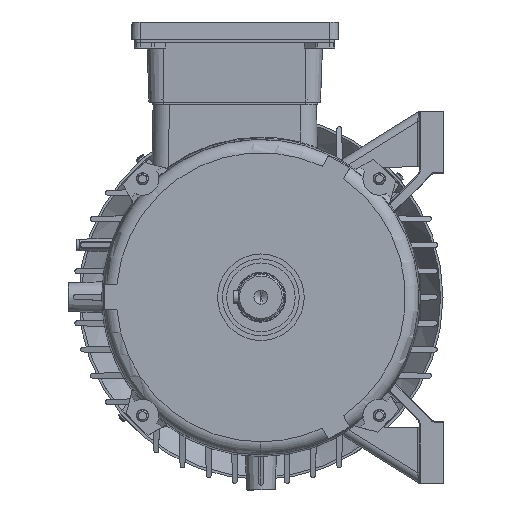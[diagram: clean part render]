
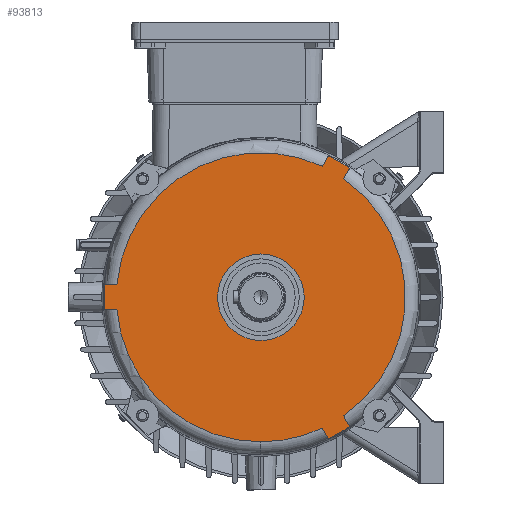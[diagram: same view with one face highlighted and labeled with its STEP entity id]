
A CAD part, left-side view. The second image highlights one B-rep face of the part: STEP entity #93813.
In plain terms, the highlighted planar face has unit normal (-1, 0, 0).
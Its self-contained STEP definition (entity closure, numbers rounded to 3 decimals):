
#279 = DIRECTION ( 'NONE',  ( -1., 0., 0. ) ) ;
#1690 = DIRECTION ( 'NONE',  ( 0., 0., -1. ) ) ;
#4765 = VERTEX_POINT ( 'NONE', #91142 ) ;
#6344 = VECTOR ( 'NONE', #95159, 1000. ) ;
#7923 = AXIS2_PLACEMENT_3D ( 'NONE', #32516, #123517, #51801 ) ;
#8226 = EDGE_CURVE ( 'NONE', #73244, #129631, #28961, .T. ) ;
#8458 = CARTESIAN_POINT ( 'NONE',  ( 4., 0., 0. ) ) ;
#9321 = EDGE_CURVE ( 'NONE', #67370, #80111, #30874, .T. ) ;
#9410 = AXIS2_PLACEMENT_3D ( 'NONE', #121952, #19741, #1690 ) ;
#10123 = CARTESIAN_POINT ( 'NONE',  ( 4., 0., 0. ) ) ;
#10414 = DIRECTION ( 'NONE',  ( -1., 0., 0. ) ) ;
#11328 = AXIS2_PLACEMENT_3D ( 'NONE', #120753, #51036, #42353 ) ;
#11468 = CIRCLE ( 'NONE', #45345, 88.5 ) ;
#12361 = AXIS2_PLACEMENT_3D ( 'NONE', #8458, #10414, #79507 ) ;
#15133 = CARTESIAN_POINT ( 'NONE',  ( 4., 54.31, -79.067 ) ) ;
#15542 = CARTESIAN_POINT ( 'NONE',  ( 4., -95.629, -7.5 ) ) ;
#18399 = ORIENTED_EDGE ( 'NONE', *, *, #23438, .T. ) ;
#19026 = DIRECTION ( 'NONE',  ( 0., -0.5, -0.866 ) ) ;
#19741 = DIRECTION ( 'NONE',  ( -1., 0., 0. ) ) ;
#23438 = EDGE_CURVE ( 'NONE', #129631, #108061, #108132, .T. ) ;
#24941 = ORIENTED_EDGE ( 'NONE', *, *, #85995, .T. ) ;
#27042 = ORIENTED_EDGE ( 'NONE', *, *, #123324, .T. ) ;
#27551 = AXIS2_PLACEMENT_3D ( 'NONE', #101260, #279, #50117 ) ;
#27996 = EDGE_LOOP ( 'NONE', ( #94402, #71463, #123083, #73353, #58405, #27042, #98599, #42239, #117920, #61279, #24941, #129783, #18399 ) ) ;
#28110 = DIRECTION ( 'NONE',  ( -1., 0., 0. ) ) ;
#28567 = CARTESIAN_POINT ( 'NONE',  ( 4., -95.629, 7.5 ) ) ;
#28961 = LINE ( 'NONE', #80083, #112393 ) ;
#29387 = CIRCLE ( 'NONE', #103638, 95.923 ) ;
#30454 = CIRCLE ( 'NONE', #11328, 26.5 ) ;
#30464 = EDGE_CURVE ( 'NONE', #30732, #60560, #128040, .T. ) ;
#30553 = PLANE ( 'NONE',  #7923 ) ;
#30732 = VERTEX_POINT ( 'NONE', #91790 ) ;
#30874 = LINE ( 'NONE', #70775, #50585 ) ;
#30928 = EDGE_LOOP ( 'NONE', ( #103999, #125580 ) ) ;
#31805 = EDGE_CURVE ( 'NONE', #129229, #71143, #75202, .T. ) ;
#32516 = CARTESIAN_POINT ( 'NONE',  ( 4., 26.5, 0. ) ) ;
#34225 = DIRECTION ( 'NONE',  ( 0., 0.5, -0.866 ) ) ;
#34302 = DIRECTION ( 'NONE',  ( 0., 0., -1. ) ) ;
#41861 = CARTESIAN_POINT ( 'NONE',  ( 4., 37.596, 80.118 ) ) ;
#42239 = ORIENTED_EDGE ( 'NONE', *, *, #30464, .T. ) ;
#42353 = DIRECTION ( 'NONE',  ( 0., 0., 1. ) ) ;
#42573 = EDGE_CURVE ( 'NONE', #60560, #129229, #59285, .T. ) ;
#42710 = VECTOR ( 'NONE', #45900, 1000. ) ;
#43687 = CARTESIAN_POINT ( 'NONE',  ( 4., 0., 0. ) ) ;
#44184 = CIRCLE ( 'NONE', #12361, 95.923 ) ;
#45345 = AXIS2_PLACEMENT_3D ( 'NONE', #43687, #94807, #114095 ) ;
#45900 = DIRECTION ( 'NONE',  ( 0., 0.5, 0.866 ) ) ;
#46064 = CIRCLE ( 'NONE', #46373, 26.5 ) ;
#46373 = AXIS2_PLACEMENT_3D ( 'NONE', #49163, #71079, #61093 ) ;
#47286 = CARTESIAN_POINT ( 'NONE',  ( 4., 33.505, -73.032 ) ) ;
#49163 = CARTESIAN_POINT ( 'NONE',  ( 4., 0., 0. ) ) ;
#50117 = DIRECTION ( 'NONE',  ( 0., 0., 1. ) ) ;
#50585 = VECTOR ( 'NONE', #69440, 1000. ) ;
#51036 = DIRECTION ( 'NONE',  ( -1., 0., 0. ) ) ;
#51801 = DIRECTION ( 'NONE',  ( 0., 0., -1. ) ) ;
#54292 = CARTESIAN_POINT ( 'NONE',  ( 4., 50.586, 72.618 ) ) ;
#55502 = DIRECTION ( 'NONE',  ( 0., 0., 1. ) ) ;
#55761 = CARTESIAN_POINT ( 'NONE',  ( 4., 0., 26.5 ) ) ;
#58405 = ORIENTED_EDGE ( 'NONE', *, *, #9321, .T. ) ;
#59285 = CIRCLE ( 'NONE', #88949, 88.5 ) ;
#60560 = VERTEX_POINT ( 'NONE', #115673 ) ;
#61093 = DIRECTION ( 'NONE',  ( 0., 0., 1. ) ) ;
#61279 = ORIENTED_EDGE ( 'NONE', *, *, #31805, .T. ) ;
#62433 = CARTESIAN_POINT ( 'NONE',  ( 4., 41.319, 86.567 ) ) ;
#64861 = EDGE_CURVE ( 'NONE', #85672, #81150, #44184, .T. ) ;
#65217 = CARTESIAN_POINT ( 'NONE',  ( 4., 33.505, 73.032 ) ) ;
#65898 = DIRECTION ( 'NONE',  ( 0., -0.5, 0.866 ) ) ;
#66635 = CARTESIAN_POINT ( 'NONE',  ( 4., 0., -26.5 ) ) ;
#66675 = CIRCLE ( 'NONE', #9410, 95.923 ) ;
#67370 = VERTEX_POINT ( 'NONE', #130059 ) ;
#69440 = DIRECTION ( 'NONE',  ( 0., -1., 0. ) ) ;
#70775 = CARTESIAN_POINT ( 'NONE',  ( 4., -80., -7.5 ) ) ;
#71079 = DIRECTION ( 'NONE',  ( -1., 0., 0. ) ) ;
#71143 = VERTEX_POINT ( 'NONE', #62433 ) ;
#71463 = ORIENTED_EDGE ( 'NONE', *, *, #64861, .T. ) ;
#72829 = CARTESIAN_POINT ( 'NONE',  ( 4., 46.495, -65.532 ) ) ;
#72901 = DIRECTION ( 'NONE',  ( -1., 0., 0. ) ) ;
#73045 = FACE_OUTER_BOUND ( 'NONE', #27996, .T. ) ;
#73244 = VERTEX_POINT ( 'NONE', #84480 ) ;
#73353 = ORIENTED_EDGE ( 'NONE', *, *, #109510, .T. ) ;
#75099 = EDGE_CURVE ( 'NONE', #77729, #101321, #46064, .T. ) ;
#75202 = LINE ( 'NONE', #65217, #42710 ) ;
#77729 = VERTEX_POINT ( 'NONE', #66635 ) ;
#78563 = DIRECTION ( 'NONE',  ( 0., 0., 1. ) ) ;
#79507 = DIRECTION ( 'NONE',  ( 0., 0., -1. ) ) ;
#80083 = CARTESIAN_POINT ( 'NONE',  ( 4., 46.495, 65.532 ) ) ;
#80111 = VERTEX_POINT ( 'NONE', #15542 ) ;
#81026 = FACE_BOUND ( 'NONE', #30928, .T. ) ;
#81150 = VERTEX_POINT ( 'NONE', #96341 ) ;
#84478 = EDGE_CURVE ( 'NONE', #101321, #77729, #30454, .T. ) ;
#84480 = CARTESIAN_POINT ( 'NONE',  ( 4., 54.31, 79.067 ) ) ;
#84724 = CARTESIAN_POINT ( 'NONE',  ( 4., 0., 0. ) ) ;
#85672 = VERTEX_POINT ( 'NONE', #15133 ) ;
#85995 = EDGE_CURVE ( 'NONE', #71143, #73244, #66675, .T. ) ;
#86049 = EDGE_CURVE ( 'NONE', #108061, #85672, #105298, .T. ) ;
#87713 = AXIS2_PLACEMENT_3D ( 'NONE', #84724, #105327, #55502 ) ;
#88949 = AXIS2_PLACEMENT_3D ( 'NONE', #10123, #28110, #78563 ) ;
#91142 = CARTESIAN_POINT ( 'NONE',  ( 4., 37.596, -80.118 ) ) ;
#91790 = CARTESIAN_POINT ( 'NONE',  ( 4., -88.182, 7.5 ) ) ;
#93813 = ADVANCED_FACE ( 'NONE', ( #81026, #73045 ), #30553, .F. ) ;
#94248 = VECTOR ( 'NONE', #34225, 1000. ) ;
#94402 = ORIENTED_EDGE ( 'NONE', *, *, #86049, .T. ) ;
#94807 = DIRECTION ( 'NONE',  ( -1., 0., 0. ) ) ;
#95159 = DIRECTION ( 'NONE',  ( 0., 1., 0. ) ) ;
#96341 = CARTESIAN_POINT ( 'NONE',  ( 4., 41.319, -86.567 ) ) ;
#97073 = LINE ( 'NONE', #47286, #97546 ) ;
#97546 = VECTOR ( 'NONE', #65898, 1000. ) ;
#98599 = ORIENTED_EDGE ( 'NONE', *, *, #124463, .T. ) ;
#99043 = CARTESIAN_POINT ( 'NONE',  ( 4., 50.586, -72.618 ) ) ;
#101260 = CARTESIAN_POINT ( 'NONE',  ( 4., 0., 0. ) ) ;
#101321 = VERTEX_POINT ( 'NONE', #55761 ) ;
#103638 = AXIS2_PLACEMENT_3D ( 'NONE', #115982, #72901, #34302 ) ;
#103999 = ORIENTED_EDGE ( 'NONE', *, *, #84478, .F. ) ;
#105154 = CARTESIAN_POINT ( 'NONE',  ( 4., -80., 7.5 ) ) ;
#105298 = LINE ( 'NONE', #72829, #94248 ) ;
#105327 = DIRECTION ( 'NONE',  ( -1., 0., 0. ) ) ;
#108061 = VERTEX_POINT ( 'NONE', #99043 ) ;
#108132 = CIRCLE ( 'NONE', #27551, 88.5 ) ;
#109510 = EDGE_CURVE ( 'NONE', #4765, #67370, #11468, .T. ) ;
#112393 = VECTOR ( 'NONE', #19026, 1000. ) ;
#114095 = DIRECTION ( 'NONE',  ( 0., 0., 1. ) ) ;
#115673 = CARTESIAN_POINT ( 'NONE',  ( 4., 0., 88.5 ) ) ;
#115982 = CARTESIAN_POINT ( 'NONE',  ( 4., 0., 0. ) ) ;
#117920 = ORIENTED_EDGE ( 'NONE', *, *, #42573, .T. ) ;
#120604 = VERTEX_POINT ( 'NONE', #28567 ) ;
#120753 = CARTESIAN_POINT ( 'NONE',  ( 4., 0., 0. ) ) ;
#121952 = CARTESIAN_POINT ( 'NONE',  ( 4., 0., 0. ) ) ;
#123083 = ORIENTED_EDGE ( 'NONE', *, *, #131378, .T. ) ;
#123324 = EDGE_CURVE ( 'NONE', #80111, #120604, #29387, .T. ) ;
#123517 = DIRECTION ( 'NONE',  ( 1., 0., 0. ) ) ;
#124422 = LINE ( 'NONE', #105154, #6344 ) ;
#124463 = EDGE_CURVE ( 'NONE', #120604, #30732, #124422, .T. ) ;
#125580 = ORIENTED_EDGE ( 'NONE', *, *, #75099, .F. ) ;
#128040 = CIRCLE ( 'NONE', #87713, 88.5 ) ;
#129229 = VERTEX_POINT ( 'NONE', #41861 ) ;
#129631 = VERTEX_POINT ( 'NONE', #54292 ) ;
#129783 = ORIENTED_EDGE ( 'NONE', *, *, #8226, .T. ) ;
#130059 = CARTESIAN_POINT ( 'NONE',  ( 4., -88.182, -7.5 ) ) ;
#131378 = EDGE_CURVE ( 'NONE', #81150, #4765, #97073, .T. ) ;
